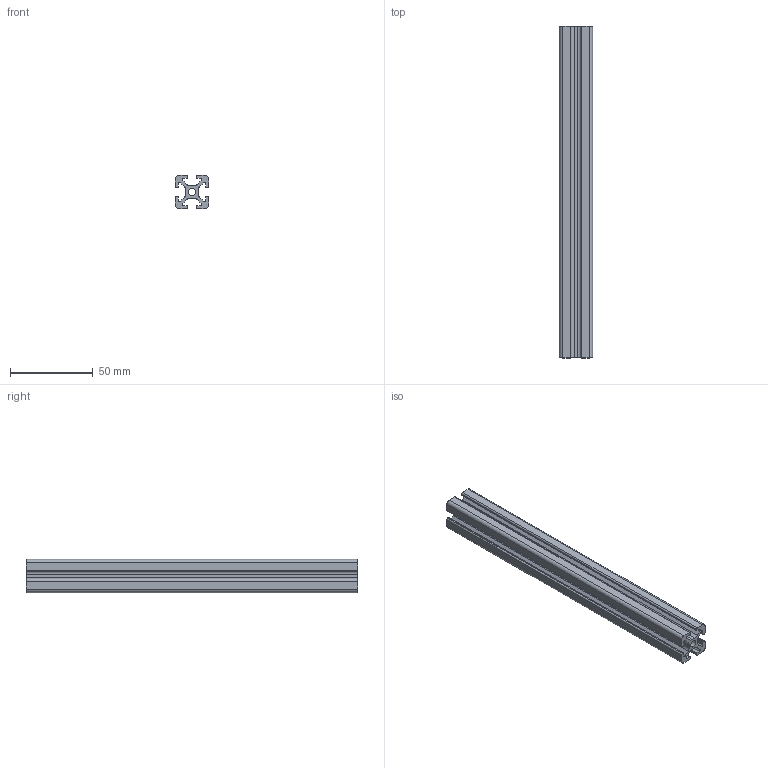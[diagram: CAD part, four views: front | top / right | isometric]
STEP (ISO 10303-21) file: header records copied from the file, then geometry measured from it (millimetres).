
FILE_DESCRIPTION(/* description */ ('Aluminiumprofil 20x20'),/* implementation_level */ '2;1');
FILE_NAME(/* name */ 'Syskomp 251202901 Aluminiumprofil 20x20.stp',/* time_stamp */ '2017-03-30T08:54:59+02:00',/* author */ ('wheldmann'),/* organization */ (''),/* preprocessor_version */ 'ST-DEVELOPER v16.1',/* originating_system */ 'Autodesk Inventor 2016',/* authorisation */ ' ');
FILE_SCHEMA (('AUTOMOTIVE_DESIGN { 1 0 10303 214 3 1 1 }'));
Length unit declared in the file: millimetre
Products named in the file (1): 251202901 Aluminiumprofil 20x20 - 200
Bounding box: 20 x 200 x 20 mm (x, y, z)
Volume: 36387.2 mm3; surface area: 34154.2 mm2
Topology: 1 solids, 1 shells, 75 faces, 219 edges, 146 vertices
Faces by surface type: plane 38, cylinder 37
Full cylindrical faces by diameter (mm): 4.3 x1
Entity records: 2530 total; most frequent: DIRECTION 444, CARTESIAN_POINT 440, ORIENTED_EDGE 436, EDGE_CURVE 218, AXIS2_PLACEMENT_3D 150, VERTEX_POINT 146, LINE 144, VECTOR 144
